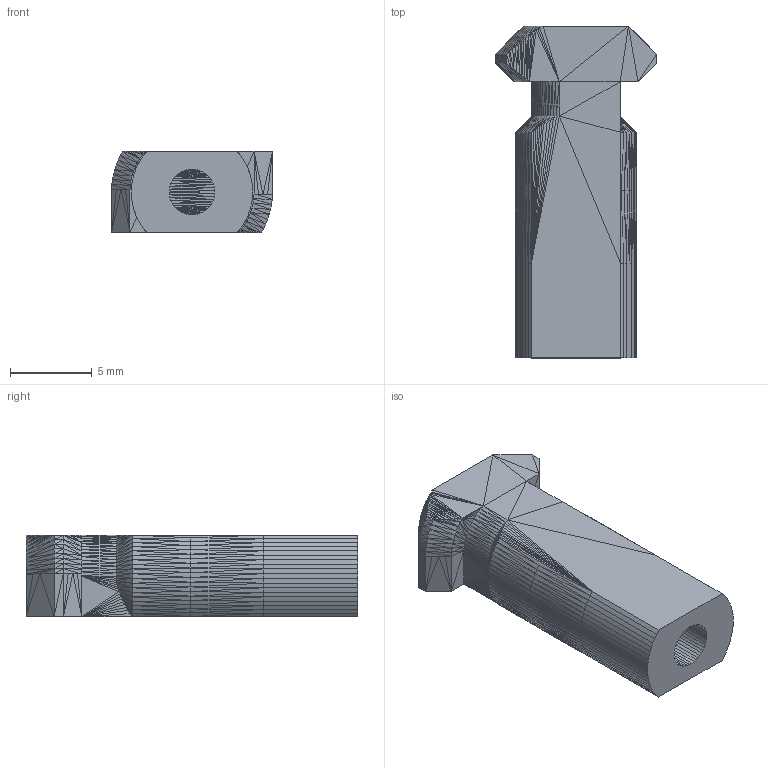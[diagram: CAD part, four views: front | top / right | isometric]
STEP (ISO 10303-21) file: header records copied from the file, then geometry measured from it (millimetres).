
FILE_DESCRIPTION(/* description */ (''),/* implementation_level */ '2;1');
FILE_NAME(/* name */ 'Lock Pin A x2.step',/* time_stamp */ '2019-06-28T22:08:35-04:00',/* author */ (''),/* organization */ (''),/* preprocessor_version */ 'ST-DEVELOPER v18',/* originating_system */ 'Autodesk Translation Framework v8.2.0.1029',/* authorisation */ '');
FILE_SCHEMA (('AUTOMOTIVE_DESIGN { 1 0 10303 214 3 1 1 }'));
Length unit declared in the file: millimetre
Products named in the file (1): latch a x2
Bounding box: 9.82 x 20.25 x 5 mm (x, y, z)
Volume: 614.9 mm3; surface area: 646.6 mm2
Topology: 1 solids, 1 shells, 988 faces, 1595 edges, 610 vertices
Faces by surface type: plane 988
Entity records: 20332 total; most frequent: DIRECTION 3573, CARTESIAN_POINT 3194, ORIENTED_EDGE 3190, LINE 1595, VECTOR 1595, EDGE_CURVE 1595, EDGE_LOOP 989, AXIS2_PLACEMENT_3D 989
